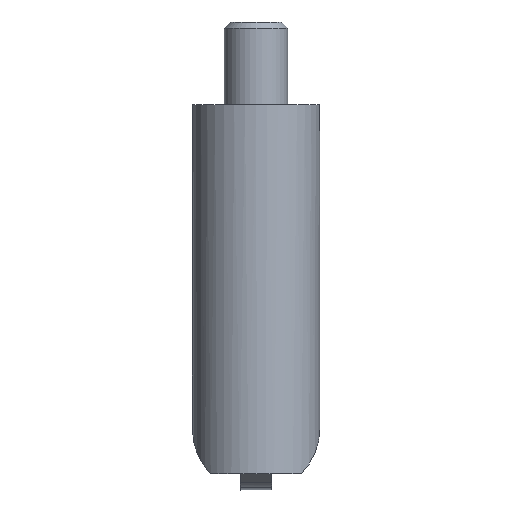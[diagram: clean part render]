
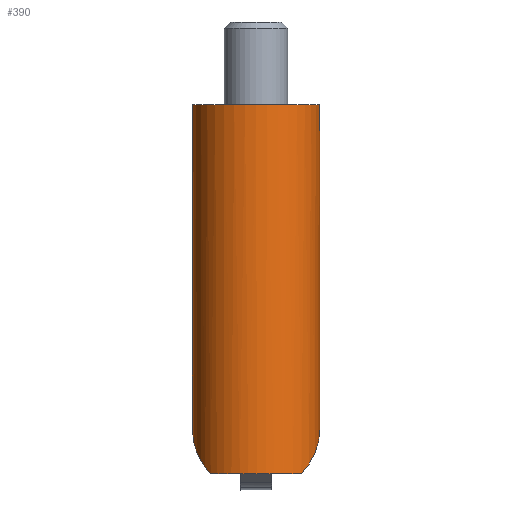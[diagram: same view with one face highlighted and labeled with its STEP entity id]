
A CAD part, front view. The second image highlights one B-rep face of the part: STEP entity #390.
In plain terms, the highlighted cylindrical face has radius 10 mm (diameter 20 mm), a partial arc.
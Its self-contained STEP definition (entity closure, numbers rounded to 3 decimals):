
#361=AXIS2_PLACEMENT_3D('Cylinder Axis2P3D',#358,#359,#360) ;
#379=AXIS2_PLACEMENT_3D('Circle Axis2P3D',#377,#378,$) ;
#190=CARTESIAN_POINT('Control Point',(-19.287,7.127,7.)) ;
#191=CARTESIAN_POINT('Control Point',(-19.287,6.28,6.153)) ;
#192=CARTESIAN_POINT('Control Point',(-19.198,5.433,5.306)) ;
#193=CARTESIAN_POINT('Control Point',(-19.018,4.597,4.469)) ;
#194=CARTESIAN_POINT('Control Point',(-18.536,3.129,3.001)) ;
#195=CARTESIAN_POINT('Control Point',(-17.77,1.764,1.636)) ;
#196=CARTESIAN_POINT('Control Point',(-17.375,1.183,1.056)) ;
#197=CARTESIAN_POINT('Control Point',(-16.927,0.636,0.508)) ;
#198=CARTESIAN_POINT('Control Point',(-16.429,0.127,0.)) ;
#199=CARTESIAN_POINT('Vertex',(-19.287,7.127,7.)) ;
#201=CARTESIAN_POINT('Vertex',(-16.429,0.127,0.)) ;
#226=CARTESIAN_POINT('Vertex',(0.713,7.127,7.)) ;
#230=CARTESIAN_POINT('Control Point',(-2.146,0.127,0.)) ;
#231=CARTESIAN_POINT('Control Point',(-1.171,1.122,0.994)) ;
#232=CARTESIAN_POINT('Control Point',(-0.389,2.266,2.139)) ;
#233=CARTESIAN_POINT('Control Point',(0.18,3.512,3.385)) ;
#234=CARTESIAN_POINT('Control Point',(0.584,5.008,4.881)) ;
#235=CARTESIAN_POINT('Control Point',(0.698,6.527,6.4)) ;
#236=CARTESIAN_POINT('Control Point',(0.708,6.727,6.6)) ;
#237=CARTESIAN_POINT('Control Point',(0.713,6.927,6.8)) ;
#238=CARTESIAN_POINT('Control Point',(0.713,7.127,7.)) ;
#239=CARTESIAN_POINT('Vertex',(-2.146,0.127,0.)) ;
#336=CARTESIAN_POINT('Control Point',(-2.146,0.127,0.)) ;
#337=CARTESIAN_POINT('Control Point',(-2.796,-0.536,0.)) ;
#338=CARTESIAN_POINT('Control Point',(-3.524,-1.125,0.)) ;
#339=CARTESIAN_POINT('Control Point',(-4.318,-1.625,0.)) ;
#340=CARTESIAN_POINT('Control Point',(-6.006,-2.433,0.)) ;
#341=CARTESIAN_POINT('Control Point',(-7.834,-2.832,0.)) ;
#342=CARTESIAN_POINT('Control Point',(-8.768,-2.924,0.)) ;
#343=CARTESIAN_POINT('Control Point',(-10.639,-2.89,0.)) ;
#344=CARTESIAN_POINT('Control Point',(-12.452,-2.427,0.)) ;
#345=CARTESIAN_POINT('Control Point',(-13.328,-2.091,0.)) ;
#346=CARTESIAN_POINT('Control Point',(-14.507,-1.473,0.)) ;
#347=CARTESIAN_POINT('Control Point',(-15.562,-0.674,0.)) ;
#348=CARTESIAN_POINT('Control Point',(-15.865,-0.42,0.)) ;
#349=CARTESIAN_POINT('Control Point',(-16.154,-0.153,0.)) ;
#350=CARTESIAN_POINT('Control Point',(-16.429,0.127,0.)) ;
#358=CARTESIAN_POINT('Axis2P3D Location',(-9.287,7.127,0.)) ;
#363=CARTESIAN_POINT('Line Origine',(-19.287,7.127,0.)) ;
#367=CARTESIAN_POINT('Vertex',(-19.287,7.127,58.)) ;
#370=CARTESIAN_POINT('Line Origine',(0.713,7.127,0.)) ;
#374=CARTESIAN_POINT('Vertex',(0.713,7.127,58.)) ;
#377=CARTESIAN_POINT('Axis2P3D Location',(-9.287,7.127,58.)) ;
#359=DIRECTION('Axis2P3D Direction',(0.,0.,1.)) ;
#360=DIRECTION('Axis2P3D XDirection',(-1.,0.,0.)) ;
#364=DIRECTION('Vector Direction',(0.,0.,1.)) ;
#371=DIRECTION('Vector Direction',(0.,0.,1.)) ;
#378=DIRECTION('Axis2P3D Direction',(0.,0.,1.)) ;
#365=VECTOR('Line Direction',#364,1.) ;
#372=VECTOR('Line Direction',#371,1.) ;
#383=ORIENTED_EDGE('',*,*,#369,.T.) ;
#384=ORIENTED_EDGE('',*,*,#203,.T.) ;
#385=ORIENTED_EDGE('',*,*,#351,.F.) ;
#386=ORIENTED_EDGE('',*,*,#241,.T.) ;
#387=ORIENTED_EDGE('',*,*,#376,.T.) ;
#388=ORIENTED_EDGE('',*,*,#381,.T.) ;
#390=ADVANCED_FACE('SCHUBSTANGENSPANNER_TS_L_12A_357906',(#389),#362,.T.) ;
#189=B_SPLINE_CURVE_WITH_KNOTS('',5,(#190,#191,#192,#193,#194,#195,#196,#197,#198),.UNSPECIFIED.,.F.,.U.,(6,3,6),(83.603,93.066,100.624),.UNSPECIFIED.) ;
#229=B_SPLINE_CURVE_WITH_KNOTS('',5,(#230,#231,#232,#233,#234,#235,#236,#237,#238),.UNSPECIFIED.,.F.,.U.,(6,3,6),(0.,14.783,17.02),.UNSPECIFIED.) ;
#335=B_SPLINE_CURVE_WITH_KNOTS('',5,(#336,#337,#338,#339,#340,#341,#342,#343,#344,#345,#346,#347,#348,#349,#350),.UNSPECIFIED.,.F.,.U.,(6,3,3,3,6),(0.,6.573,13.145,19.718,22.495),.UNSPECIFIED.) ;
#380=CIRCLE('generated circle',#379,10.) ;
#362=CYLINDRICAL_SURFACE('generated cylinder',#361,10.) ;
#203=EDGE_CURVE('',#200,#202,#189,.T.) ;
#241=EDGE_CURVE('',#240,#227,#229,.T.) ;
#351=EDGE_CURVE('',#240,#202,#335,.T.) ;
#369=EDGE_CURVE('',#368,#200,#366,.F.) ;
#376=EDGE_CURVE('',#227,#375,#373,.T.) ;
#381=EDGE_CURVE('',#375,#368,#380,.F.) ;
#382=EDGE_LOOP('',(#383,#384,#385,#386,#387,#388)) ;
#389=FACE_OUTER_BOUND('',#382,.T.) ;
#366=LINE('Line',#363,#365) ;
#373=LINE('Line',#370,#372) ;
#200=VERTEX_POINT('',#199) ;
#202=VERTEX_POINT('',#201) ;
#227=VERTEX_POINT('',#226) ;
#240=VERTEX_POINT('',#239) ;
#368=VERTEX_POINT('',#367) ;
#375=VERTEX_POINT('',#374) ;
